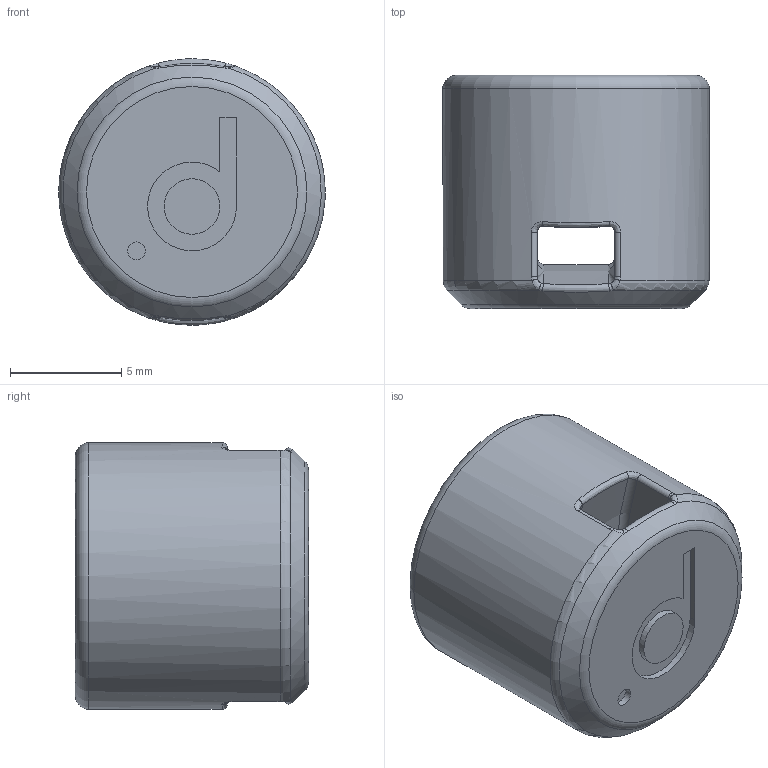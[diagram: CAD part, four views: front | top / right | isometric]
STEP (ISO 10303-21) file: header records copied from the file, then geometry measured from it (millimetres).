
FILE_DESCRIPTION(/* description */ (''),/* implementation_level */ '2;1');
FILE_NAME(/* name */ 'STRAW-V11-MAG & THREAD-CAP.step',/* time_stamp */ '2025-10-30T10:03:45Z',/* author */ (''),/* organization */ (''),/* preprocessor_version */ 'ST-DEVELOPER v20.1',/* originating_system */ 'Autodesk Translation Framework v14.17.0.0',/* authorisation */ '');
FILE_SCHEMA (('AUTOMOTIVE_DESIGN { 1 0 10303 214 3 1 1 }'));
Length unit declared in the file: millimetre
Products named in the file (2): STRAW-V11-MAG & THREAD; CAP-V7
Assembly tree (1 placements, depth 2):
  STRAW-V11-MAG & THREAD
    CAP-V7
Bounding box: 12 x 10.5 x 12 mm (x, y, z)
Volume: 824.9 mm3; surface area: 836.6 mm2
Topology: 1 solids, 1 shells, 65 faces, 150 edges, 92 vertices
Faces by surface type: bspline 22, cylinder 18, plane 14, torus 9, cone 2
Full cylindrical faces by diameter (mm): 0.8 x1, 2.5 x1, 3 x1, 6.15 x1, 9.37 x1, 9.4 x1, 12 x1
Entity records: 3078 total; most frequent: CARTESIAN_POINT 1668, ORIENTED_EDGE 300, DIRECTION 254, EDGE_CURVE 150, AXIS2_PLACEMENT_3D 113, VERTEX_POINT 92, EDGE_LOOP 72, CIRCLE 67
